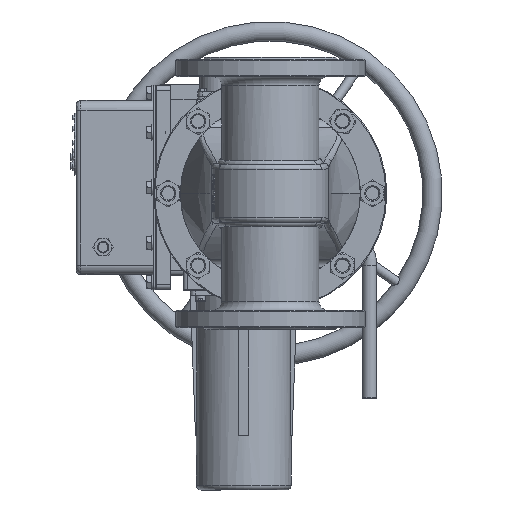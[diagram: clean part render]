
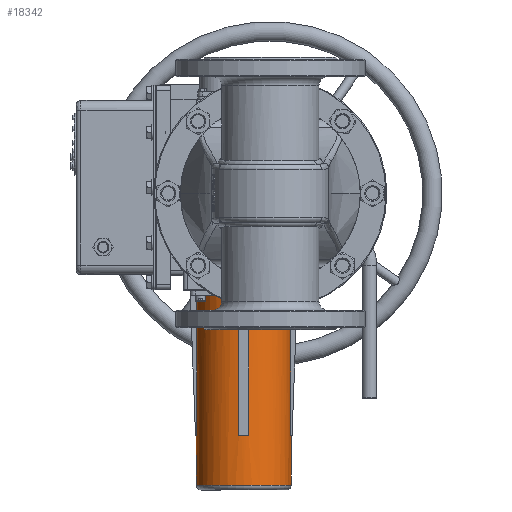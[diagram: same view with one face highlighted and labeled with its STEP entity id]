
A CAD part, front view. The second image highlights one B-rep face of the part: STEP entity #18342.
In plain terms, the highlighted cylindrical face has radius 48.788 mm (diameter 97.575 mm), a full revolution.
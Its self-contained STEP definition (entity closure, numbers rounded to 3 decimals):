
#940=ELLIPSE('',#20434,48.821,48.788);
#941=ELLIPSE('',#20436,48.821,48.788);
#942=ELLIPSE('',#20438,48.821,48.788);
#943=ELLIPSE('',#20440,48.821,48.788);
#944=ELLIPSE('',#20442,48.821,48.788);
#2466=FACE_OUTER_BOUND('',#3683,.T.);
#3683=EDGE_LOOP('',(#15159,#15160,#15161,#15162,#15163,#15164,#15165,#15166,
#15167,#15168,#15169,#15170,#15171,#15172,#15173,#15174,#15175,#15176,#15177,
#15178));
#4788=CIRCLE('',#20432,48.788);
#4789=CIRCLE('',#20435,48.788);
#4790=CIRCLE('',#20437,48.788);
#4791=CIRCLE('',#20439,48.788);
#4792=CIRCLE('',#20441,48.788);
#5860=LINE('',#34511,#6985);
#5861=LINE('',#34515,#6986);
#5862=LINE('',#34519,#6987);
#5863=LINE('',#34523,#6988);
#5864=LINE('',#34527,#6989);
#5865=LINE('',#34531,#6990);
#5866=LINE('',#34535,#6991);
#5867=LINE('',#34539,#6992);
#5868=LINE('',#34543,#6993);
#6985=VECTOR('',#24779,48.788);
#6986=VECTOR('',#24782,10.);
#6987=VECTOR('',#24785,10.);
#6988=VECTOR('',#24788,10.);
#6989=VECTOR('',#24791,10.);
#6990=VECTOR('',#24794,10.);
#6991=VECTOR('',#24797,10.);
#6992=VECTOR('',#24800,10.);
#6993=VECTOR('',#24803,10.);
#8466=VERTEX_POINT('',#34506);
#8467=VERTEX_POINT('',#34510);
#8468=VERTEX_POINT('',#34512);
#8469=VERTEX_POINT('',#34514);
#8470=VERTEX_POINT('',#34516);
#8471=VERTEX_POINT('',#34518);
#8472=VERTEX_POINT('',#34520);
#8473=VERTEX_POINT('',#34522);
#8474=VERTEX_POINT('',#34524);
#8475=VERTEX_POINT('',#34526);
#8476=VERTEX_POINT('',#34528);
#8477=VERTEX_POINT('',#34530);
#8478=VERTEX_POINT('',#34532);
#8479=VERTEX_POINT('',#34534);
#8480=VERTEX_POINT('',#34536);
#8481=VERTEX_POINT('',#34538);
#8482=VERTEX_POINT('',#34540);
#8483=VERTEX_POINT('',#34542);
#10757=EDGE_CURVE('',#8466,#8466,#4788,.T.);
#10758=EDGE_CURVE('',#8466,#8467,#5860,.T.);
#10759=EDGE_CURVE('',#8467,#8468,#940,.T.);
#10760=EDGE_CURVE('',#8468,#8469,#5861,.T.);
#10761=EDGE_CURVE('',#8470,#8469,#4789,.T.);
#10762=EDGE_CURVE('',#8470,#8471,#5862,.T.);
#10763=EDGE_CURVE('',#8471,#8472,#941,.T.);
#10764=EDGE_CURVE('',#8472,#8473,#5863,.T.);
#10765=EDGE_CURVE('',#8474,#8473,#4790,.T.);
#10766=EDGE_CURVE('',#8474,#8475,#5864,.T.);
#10767=EDGE_CURVE('',#8475,#8476,#942,.T.);
#10768=EDGE_CURVE('',#8476,#8477,#5865,.T.);
#10769=EDGE_CURVE('',#8478,#8477,#4791,.T.);
#10770=EDGE_CURVE('',#8478,#8479,#5866,.T.);
#10771=EDGE_CURVE('',#8479,#8480,#943,.T.);
#10772=EDGE_CURVE('',#8480,#8481,#5867,.T.);
#10773=EDGE_CURVE('',#8482,#8481,#4792,.T.);
#10774=EDGE_CURVE('',#8482,#8483,#5868,.T.);
#10775=EDGE_CURVE('',#8483,#8467,#944,.T.);
#15159=ORIENTED_EDGE('',*,*,#10757,.F.);
#15160=ORIENTED_EDGE('',*,*,#10758,.T.);
#15161=ORIENTED_EDGE('',*,*,#10759,.T.);
#15162=ORIENTED_EDGE('',*,*,#10760,.T.);
#15163=ORIENTED_EDGE('',*,*,#10761,.F.);
#15164=ORIENTED_EDGE('',*,*,#10762,.T.);
#15165=ORIENTED_EDGE('',*,*,#10763,.T.);
#15166=ORIENTED_EDGE('',*,*,#10764,.T.);
#15167=ORIENTED_EDGE('',*,*,#10765,.F.);
#15168=ORIENTED_EDGE('',*,*,#10766,.T.);
#15169=ORIENTED_EDGE('',*,*,#10767,.T.);
#15170=ORIENTED_EDGE('',*,*,#10768,.T.);
#15171=ORIENTED_EDGE('',*,*,#10769,.F.);
#15172=ORIENTED_EDGE('',*,*,#10770,.T.);
#15173=ORIENTED_EDGE('',*,*,#10771,.T.);
#15174=ORIENTED_EDGE('',*,*,#10772,.T.);
#15175=ORIENTED_EDGE('',*,*,#10773,.F.);
#15176=ORIENTED_EDGE('',*,*,#10774,.T.);
#15177=ORIENTED_EDGE('',*,*,#10775,.T.);
#15178=ORIENTED_EDGE('',*,*,#10758,.F.);
#16773=CYLINDRICAL_SURFACE('',#20433,48.788);
#18342=ADVANCED_FACE('',(#2466),#16773,.T.);
#20432=AXIS2_PLACEMENT_3D('',#34508,#24775,#24776);
#20433=AXIS2_PLACEMENT_3D('',#34509,#24777,#24778);
#20434=AXIS2_PLACEMENT_3D('',#34513,#24780,#24781);
#20435=AXIS2_PLACEMENT_3D('',#34517,#24783,#24784);
#20436=AXIS2_PLACEMENT_3D('',#34521,#24786,#24787);
#20437=AXIS2_PLACEMENT_3D('',#34525,#24789,#24790);
#20438=AXIS2_PLACEMENT_3D('',#34529,#24792,#24793);
#20439=AXIS2_PLACEMENT_3D('',#34533,#24795,#24796);
#20440=AXIS2_PLACEMENT_3D('',#34537,#24798,#24799);
#20441=AXIS2_PLACEMENT_3D('',#34541,#24801,#24802);
#20442=AXIS2_PLACEMENT_3D('',#34544,#24804,#24805);
#24775=DIRECTION('center_axis',(0.,0.,-1.));
#24776=DIRECTION('ref_axis',(1.,0.,0.));
#24777=DIRECTION('center_axis',(0.,0.,-1.));
#24778=DIRECTION('ref_axis',(-1.,0.,0.));
#24779=DIRECTION('',(0.,0.,1.));
#24780=DIRECTION('center_axis',(-0.037,0.,
-0.999));
#24781=DIRECTION('ref_axis',(-0.999,0.,0.037));
#24782=DIRECTION('',(0.,0.,1.));
#24783=DIRECTION('center_axis',(0.,0.,1.));
#24784=DIRECTION('ref_axis',(-1.,0.,0.));
#24785=DIRECTION('',(0.,0.,-1.));
#24786=DIRECTION('center_axis',(0.,0.037,
-0.999));
#24787=DIRECTION('ref_axis',(0.,0.999,0.037));
#24788=DIRECTION('',(0.,0.,1.));
#24789=DIRECTION('center_axis',(0.,0.,1.));
#24790=DIRECTION('ref_axis',(-1.,0.,0.));
#24791=DIRECTION('',(0.,0.,-1.));
#24792=DIRECTION('center_axis',(0.037,0.,
-0.999));
#24793=DIRECTION('ref_axis',(-0.999,0.,-0.037));
#24794=DIRECTION('',(0.,0.,1.));
#24795=DIRECTION('center_axis',(0.,0.,1.));
#24796=DIRECTION('ref_axis',(-1.,0.,0.));
#24797=DIRECTION('',(0.,0.,-1.));
#24798=DIRECTION('center_axis',(0.,-0.037,-0.999));
#24799=DIRECTION('ref_axis',(0.,0.999,-0.037));
#24800=DIRECTION('',(0.,0.,1.));
#24801=DIRECTION('center_axis',(0.,0.,1.));
#24802=DIRECTION('ref_axis',(-1.,0.,0.));
#24803=DIRECTION('',(0.,0.,-1.));
#24804=DIRECTION('center_axis',(-0.037,0.,
-0.999));
#24805=DIRECTION('ref_axis',(-0.999,0.,0.037));
#34506=CARTESIAN_POINT('',(21.505,121.288,-300.));
#34508=CARTESIAN_POINT('Origin',(-27.283,121.288,-300.));
#34509=CARTESIAN_POINT('Origin',(-27.283,121.288,-105.));
#34510=CARTESIAN_POINT('',(21.505,121.288,-248.824));
#34511=CARTESIAN_POINT('',(21.505,121.288,-105.));
#34512=CARTESIAN_POINT('',(21.248,116.288,-248.814));
#34513=CARTESIAN_POINT('Origin',(-27.283,121.288,-247.009));
#34514=CARTESIAN_POINT('',(21.248,116.288,-105.));
#34515=CARTESIAN_POINT('',(21.248,116.288,-105.));
#34516=CARTESIAN_POINT('',(-22.283,72.758,-105.));
#34517=CARTESIAN_POINT('Origin',(-27.283,121.288,-105.));
#34518=CARTESIAN_POINT('',(-22.283,72.758,-248.814));
#34519=CARTESIAN_POINT('',(-22.283,72.758,-105.));
#34520=CARTESIAN_POINT('',(-32.283,72.758,-248.814));
#34521=CARTESIAN_POINT('Origin',(-27.283,121.288,-247.009));
#34522=CARTESIAN_POINT('',(-32.283,72.758,-105.));
#34523=CARTESIAN_POINT('',(-32.283,72.758,-105.));
#34524=CARTESIAN_POINT('',(-75.814,116.288,-105.));
#34525=CARTESIAN_POINT('Origin',(-27.283,121.288,-105.));
#34526=CARTESIAN_POINT('',(-75.814,116.288,-248.814));
#34527=CARTESIAN_POINT('',(-75.814,116.288,-105.));
#34528=CARTESIAN_POINT('',(-75.814,126.288,-248.814));
#34529=CARTESIAN_POINT('Origin',(-27.283,121.288,-247.009));
#34530=CARTESIAN_POINT('',(-75.814,126.288,-105.));
#34531=CARTESIAN_POINT('',(-75.814,126.288,-105.));
#34532=CARTESIAN_POINT('',(-32.283,169.819,-105.));
#34533=CARTESIAN_POINT('Origin',(-27.283,121.288,-105.));
#34534=CARTESIAN_POINT('',(-32.283,169.819,-248.814));
#34535=CARTESIAN_POINT('',(-32.283,169.819,-105.));
#34536=CARTESIAN_POINT('',(-22.283,169.819,-248.814));
#34537=CARTESIAN_POINT('Origin',(-27.283,121.288,-247.009));
#34538=CARTESIAN_POINT('',(-22.283,169.819,-105.));
#34539=CARTESIAN_POINT('',(-22.283,169.819,-105.));
#34540=CARTESIAN_POINT('',(21.248,126.288,-105.));
#34541=CARTESIAN_POINT('Origin',(-27.283,121.288,-105.));
#34542=CARTESIAN_POINT('',(21.248,126.288,-248.814));
#34543=CARTESIAN_POINT('',(21.248,126.288,-105.));
#34544=CARTESIAN_POINT('Origin',(-27.283,121.288,-247.009));
